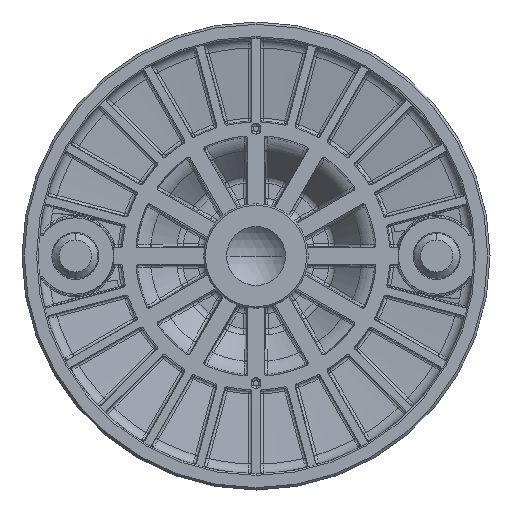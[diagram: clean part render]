
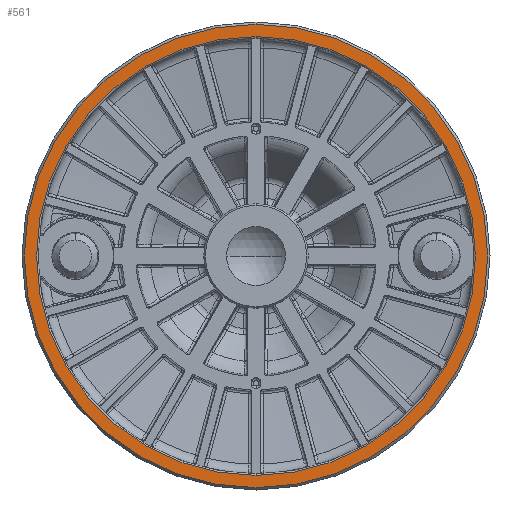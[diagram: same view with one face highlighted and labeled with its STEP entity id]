
A CAD part, front view. The second image highlights one B-rep face of the part: STEP entity #561.
In plain terms, the highlighted planar face has unit normal (0, -1, 0).
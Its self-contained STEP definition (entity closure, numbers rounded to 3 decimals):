
#561 = ADVANCED_FACE ( 'NONE', ( #3541, #23788 ), #13401, .F. ) ;
#3541 = FACE_BOUND ( 'NONE', #5166, .T. ) ;
#5166 = EDGE_LOOP ( 'NONE', ( #29454, #27455 ) ) ;
#5556 = DIRECTION ( 'NONE',  ( 0., 0., 1. ) ) ;
#5572 = EDGE_CURVE ( 'NONE', #8462, #22297, #16169, .T. ) ;
#5793 = CIRCLE ( 'NONE', #21987, 81.983 ) ;
#6649 = CARTESIAN_POINT ( 'NONE',  ( 0., 0., 0. ) ) ;
#8462 = VERTEX_POINT ( 'NONE', #17494 ) ;
#8889 = ORIENTED_EDGE ( 'NONE', *, *, #5572, .T. ) ;
#8941 = CIRCLE ( 'NONE', #13139, 81.983 ) ;
#9287 = DIRECTION ( 'NONE',  ( 0., 0., 1. ) ) ;
#10738 = CARTESIAN_POINT ( 'NONE',  ( 87.5, 0., 0. ) ) ;
#10755 = AXIS2_PLACEMENT_3D ( 'NONE', #30796, #14996, #33415 ) ;
#11064 = DIRECTION ( 'NONE',  ( 0., -1., 0. ) ) ;
#13139 = AXIS2_PLACEMENT_3D ( 'NONE', #6649, #25151, #9287 ) ;
#13401 = PLANE ( 'NONE',  #15046 ) ;
#13501 = CARTESIAN_POINT ( 'NONE',  ( 0., 0., -81.983 ) ) ;
#13827 = CIRCLE ( 'NONE', #10755, 86.566 ) ;
#13904 = DIRECTION ( 'NONE',  ( 0., 1., 0. ) ) ;
#14996 = DIRECTION ( 'NONE',  ( 0., -1., 0. ) ) ;
#15046 = AXIS2_PLACEMENT_3D ( 'NONE', #10738, #21407, #5556 ) ;
#16169 = CIRCLE ( 'NONE', #29731, 86.566 ) ;
#16402 = VERTEX_POINT ( 'NONE', #13501 ) ;
#17494 = CARTESIAN_POINT ( 'NONE',  ( 0., 0., -86.566 ) ) ;
#20410 = VERTEX_POINT ( 'NONE', #20682 ) ;
#20682 = CARTESIAN_POINT ( 'NONE',  ( 0., 0., 81.983 ) ) ;
#21407 = DIRECTION ( 'NONE',  ( 0., 1., 0. ) ) ;
#21987 = AXIS2_PLACEMENT_3D ( 'NONE', #29686, #13904, #32332 ) ;
#22297 = VERTEX_POINT ( 'NONE', #27736 ) ;
#23177 = EDGE_CURVE ( 'NONE', #20410, #16402, #8941, .T. ) ;
#23788 = FACE_OUTER_BOUND ( 'NONE', #26265, .T. ) ;
#25151 = DIRECTION ( 'NONE',  ( 0., 1., 0. ) ) ;
#25915 = EDGE_CURVE ( 'NONE', #22297, #8462, #13827, .T. ) ;
#26265 = EDGE_LOOP ( 'NONE', ( #29806, #8889 ) ) ;
#26901 = CARTESIAN_POINT ( 'NONE',  ( 0., 0., 0. ) ) ;
#27455 = ORIENTED_EDGE ( 'NONE', *, *, #30919, .T. ) ;
#27736 = CARTESIAN_POINT ( 'NONE',  ( 0., 0., 86.566 ) ) ;
#29454 = ORIENTED_EDGE ( 'NONE', *, *, #23177, .T. ) ;
#29514 = DIRECTION ( 'NONE',  ( 0., 0., 1. ) ) ;
#29686 = CARTESIAN_POINT ( 'NONE',  ( 0., 0., 0. ) ) ;
#29731 = AXIS2_PLACEMENT_3D ( 'NONE', #26901, #11064, #29514 ) ;
#29806 = ORIENTED_EDGE ( 'NONE', *, *, #25915, .T. ) ;
#30796 = CARTESIAN_POINT ( 'NONE',  ( 0., 0., 0. ) ) ;
#30919 = EDGE_CURVE ( 'NONE', #16402, #20410, #5793, .T. ) ;
#32332 = DIRECTION ( 'NONE',  ( 0., 0., 1. ) ) ;
#33415 = DIRECTION ( 'NONE',  ( 0., 0., 1. ) ) ;
